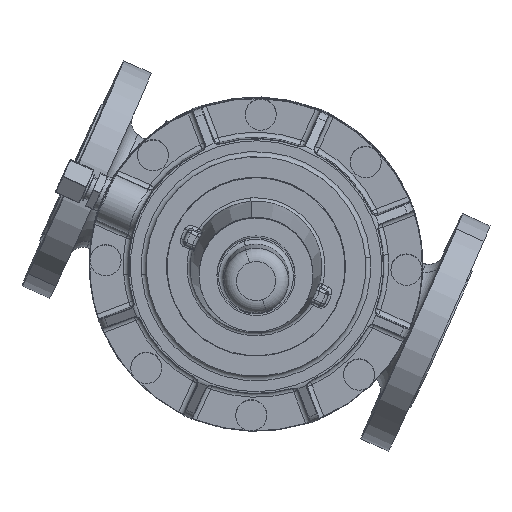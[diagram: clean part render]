
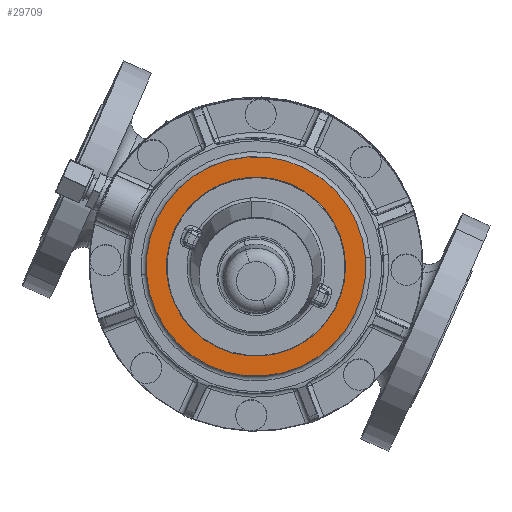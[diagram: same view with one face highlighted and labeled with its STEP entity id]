
A CAD part, top view. The second image highlights one B-rep face of the part: STEP entity #29709.
In plain terms, the highlighted face is planar.
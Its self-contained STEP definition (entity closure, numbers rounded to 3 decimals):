
#29558=CARTESIAN_POINT('Vertex',(59.237,32.361,223.)) ;
#29561=CARTESIAN_POINT('Axis2P3D Location',(0.,0.,223.)) ;
#29565=CARTESIAN_POINT('Vertex',(-59.237,-32.361,223.)) ;
#29585=CARTESIAN_POINT('Axis2P3D Location',(0.,0.,223.)) ;
#29674=CARTESIAN_POINT('Axis2P3D Location',(-10.,0.,223.)) ;
#29683=CARTESIAN_POINT('Axis2P3D Location',(0.,0.,223.)) ;
#29687=CARTESIAN_POINT('Vertex',(26.129,-47.828,223.)) ;
#29689=CARTESIAN_POINT('Vertex',(-26.129,47.828,223.)) ;
#29692=CARTESIAN_POINT('Axis2P3D Location',(0.,0.,223.)) ;
#29696=CARTESIAN_POINT('Vertex',(20.212,-50.613,223.)) ;
#29699=CARTESIAN_POINT('Axis2P3D Location',(0.,0.,223.)) ;
#29562=DIRECTION('Axis2P3D Direction',(0.,0.,1.)) ;
#29586=DIRECTION('Axis2P3D Direction',(0.,0.,1.)) ;
#29675=DIRECTION('Axis2P3D Direction',(0.,0.,1.)) ;
#29676=DIRECTION('Axis2P3D XDirection',(-1.,0.,0.)) ;
#29684=DIRECTION('Axis2P3D Direction',(0.,0.,1.)) ;
#29693=DIRECTION('Axis2P3D Direction',(0.,0.,1.)) ;
#29700=DIRECTION('Axis2P3D Direction',(0.,0.,1.)) ;
#29563=AXIS2_PLACEMENT_3D('Circle Axis2P3D',#29561,#29562,$) ;
#29587=AXIS2_PLACEMENT_3D('Circle Axis2P3D',#29585,#29586,$) ;
#29677=AXIS2_PLACEMENT_3D('Plane Axis2P3D',#29674,#29675,#29676) ;
#29685=AXIS2_PLACEMENT_3D('Circle Axis2P3D',#29683,#29684,$) ;
#29694=AXIS2_PLACEMENT_3D('Circle Axis2P3D',#29692,#29693,$) ;
#29701=AXIS2_PLACEMENT_3D('Circle Axis2P3D',#29699,#29700,$) ;
#29680=ORIENTED_EDGE('',*,*,#29589,.T.) ;
#29681=ORIENTED_EDGE('',*,*,#29567,.T.) ;
#29705=ORIENTED_EDGE('',*,*,#29691,.F.) ;
#29706=ORIENTED_EDGE('',*,*,#29698,.F.) ;
#29707=ORIENTED_EDGE('',*,*,#29703,.F.) ;
#29708=FACE_BOUND('',#29704,.T.) ;
#29709=ADVANCED_FACE('Brep With Voids',(#29682,#29708),#29678,.T.) ;
#29564=CIRCLE('generated circle',#29563,67.5) ;
#29588=CIRCLE('generated circle',#29587,67.5) ;
#29686=CIRCLE('generated circle',#29685,54.5) ;
#29695=CIRCLE('generated circle',#29694,54.5) ;
#29702=CIRCLE('generated circle',#29701,54.5) ;
#29567=EDGE_CURVE('',#29566,#29559,#29564,.T.) ;
#29589=EDGE_CURVE('',#29559,#29566,#29588,.T.) ;
#29691=EDGE_CURVE('',#29688,#29690,#29686,.T.) ;
#29698=EDGE_CURVE('',#29697,#29688,#29695,.T.) ;
#29703=EDGE_CURVE('',#29690,#29697,#29702,.T.) ;
#29679=EDGE_LOOP('',(#29680,#29681)) ;
#29704=EDGE_LOOP('',(#29705,#29706,#29707)) ;
#29682=FACE_OUTER_BOUND('',#29679,.T.) ;
#29678=PLANE('',#29677) ;
#29559=VERTEX_POINT('',#29558) ;
#29566=VERTEX_POINT('',#29565) ;
#29688=VERTEX_POINT('',#29687) ;
#29690=VERTEX_POINT('',#29689) ;
#29697=VERTEX_POINT('',#29696) ;
